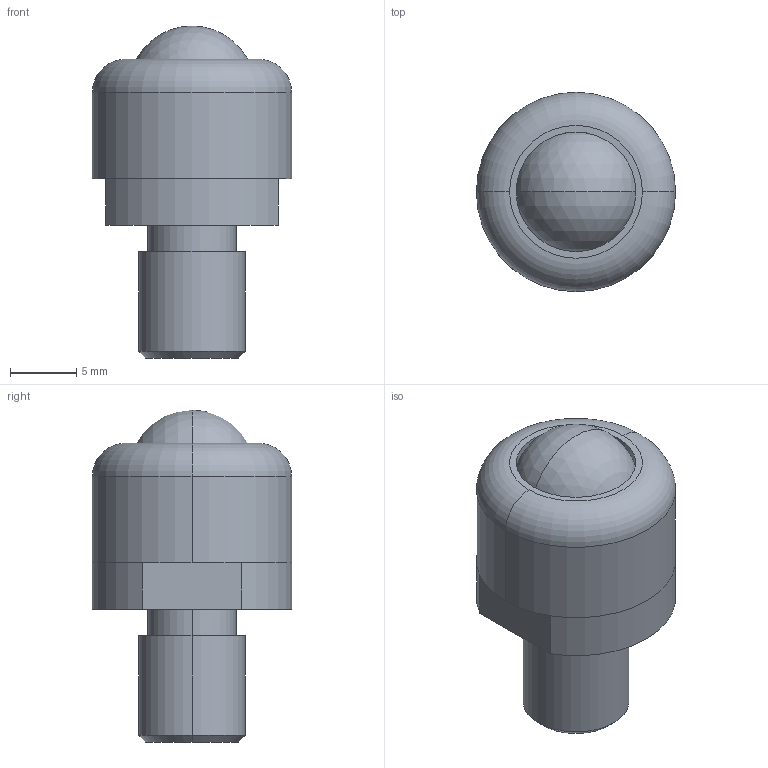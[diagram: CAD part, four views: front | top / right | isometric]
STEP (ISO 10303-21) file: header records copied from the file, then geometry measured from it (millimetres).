
FILE_DESCRIPTION (( 'STEP AP214' ), '1' );
FILE_NAME ('TM_337_P10BJ_SS.STEP', '2016-05-09T04:09:46', ( '' ), ( '' ), 'SwSTEP 2.0', 'SolidWorks 2015', '' );
FILE_SCHEMA (( 'AUTOMOTIVE_DESIGN' ));
Length unit declared in the file: millimetre
Products named in the file (4): ball_A; TM_337_P10BJ_SS; pan; housing
Assembly tree (3 placements, depth 2):
  TM_337_P10BJ_SS
    ball_A
    housing
    pan
Bounding box: 15 x 15 x 25 mm (x, y, z)
Volume: 1813.7 mm3; surface area: 1983.9 mm2
Topology: 3 solids, 3 shells, 29 faces, 61 edges, 39 vertices
Faces by surface type: cylinder 12, plane 9, torus 4, sphere 2, cone 2
Entity records: 912 total; most frequent: DIRECTION 162, CARTESIAN_POINT 127, ORIENTED_EDGE 112, AXIS2_PLACEMENT_3D 71, EDGE_CURVE 56, CIRCLE 36, VERTEX_POINT 36, EDGE_LOOP 34
